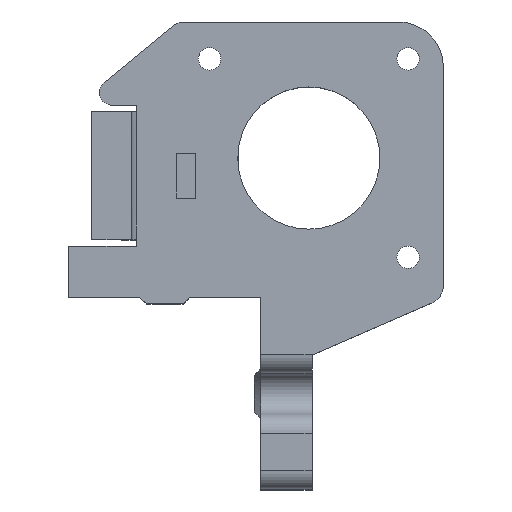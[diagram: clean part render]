
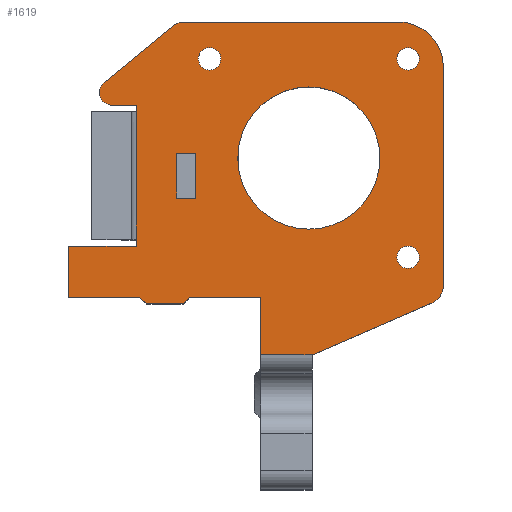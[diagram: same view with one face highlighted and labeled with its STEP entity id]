
A CAD part, top view. The second image highlights one B-rep face of the part: STEP entity #1619.
In plain terms, the highlighted face is planar.
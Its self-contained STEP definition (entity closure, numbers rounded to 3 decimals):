
#33=FACE_BOUND('',#586,.T.);
#34=FACE_BOUND('',#587,.T.);
#35=FACE_BOUND('',#588,.T.);
#36=FACE_BOUND('',#589,.T.);
#37=FACE_BOUND('',#590,.T.);
#101=LINE('',#2416,#251);
#104=LINE('',#2423,#254);
#109=LINE('',#2448,#259);
#122=LINE('',#2485,#272);
#136=LINE('',#2522,#286);
#159=LINE('',#2595,#309);
#162=LINE('',#2600,#312);
#165=LINE('',#2606,#315);
#173=LINE('',#2626,#323);
#175=LINE('',#2629,#325);
#178=LINE('',#2638,#328);
#180=LINE('',#2645,#330);
#183=LINE('',#2652,#333);
#189=LINE('',#2712,#339);
#193=LINE('',#2723,#343);
#196=LINE('',#2728,#346);
#204=LINE('',#2751,#354);
#207=LINE('',#2759,#357);
#209=LINE('',#2762,#359);
#251=VECTOR('',#1917,10.);
#254=VECTOR('',#1924,10.);
#259=VECTOR('',#1949,10.);
#272=VECTOR('',#1984,10.);
#286=VECTOR('',#2014,10.);
#309=VECTOR('',#2081,10.);
#312=VECTOR('',#2086,10.);
#315=VECTOR('',#2091,10.);
#323=VECTOR('',#2115,10.);
#325=VECTOR('',#2117,10.);
#328=VECTOR('',#2128,10.);
#330=VECTOR('',#2136,10.);
#333=VECTOR('',#2145,10.);
#339=VECTOR('',#2177,10.);
#343=VECTOR('',#2187,10.);
#346=VECTOR('',#2192,10.);
#354=VECTOR('',#2212,10.);
#357=VECTOR('',#2219,10.);
#359=VECTOR('',#2223,10.);
#415=PLANE('',#1791);
#494=FACE_OUTER_BOUND('',#585,.T.);
#585=EDGE_LOOP('',(#1472,#1473,#1474,#1475,#1476,#1477,#1478,#1479,#1480,
#1481,#1482,#1483,#1484,#1485,#1486,#1487,#1488,#1489,#1490));
#586=EDGE_LOOP('',(#1491));
#587=EDGE_LOOP('',(#1492));
#588=EDGE_LOOP('',(#1493));
#589=EDGE_LOOP('',(#1494,#1495,#1496,#1497));
#590=EDGE_LOOP('',(#1498));
#655=CIRCLE('',#1736,2.);
#658=CIRCLE('',#1750,3.);
#659=CIRCLE('',#1753,3.);
#660=CIRCLE('',#1756,7.);
#661=CIRCLE('',#1759,11.1);
#662=CIRCLE('',#1761,1.75);
#664=CIRCLE('',#1764,1.75);
#665=CIRCLE('',#1766,1.75);
#725=VERTEX_POINT('',#2413);
#726=VERTEX_POINT('',#2415);
#728=VERTEX_POINT('',#2421);
#738=VERTEX_POINT('',#2447);
#750=VERTEX_POINT('',#2482);
#751=VERTEX_POINT('',#2484);
#765=VERTEX_POINT('',#2518);
#766=VERTEX_POINT('',#2520);
#792=VERTEX_POINT('',#2588);
#793=VERTEX_POINT('',#2589);
#794=VERTEX_POINT('',#2594);
#795=VERTEX_POINT('',#2598);
#797=VERTEX_POINT('',#2604);
#802=VERTEX_POINT('',#2627);
#803=VERTEX_POINT('',#2632);
#804=VERTEX_POINT('',#2633);
#805=VERTEX_POINT('',#2640);
#806=VERTEX_POINT('',#2644);
#807=VERTEX_POINT('',#2648);
#808=VERTEX_POINT('',#2654);
#810=VERTEX_POINT('',#2693);
#812=VERTEX_POINT('',#2699);
#813=VERTEX_POINT('',#2703);
#815=VERTEX_POINT('',#2716);
#818=VERTEX_POINT('',#2721);
#827=VERTEX_POINT('',#2747);
#830=VERTEX_POINT('',#2755);
#893=EDGE_CURVE('',#725,#726,#101,.T.);
#897=EDGE_CURVE('',#728,#725,#104,.T.);
#910=EDGE_CURVE('',#738,#728,#109,.T.);
#929=EDGE_CURVE('',#751,#750,#122,.T.);
#948=EDGE_CURVE('',#765,#766,#136,.T.);
#983=EDGE_CURVE('',#792,#793,#655,.T.);
#986=EDGE_CURVE('',#794,#793,#159,.T.);
#989=EDGE_CURVE('',#792,#795,#162,.T.);
#992=EDGE_CURVE('',#750,#797,#165,.T.);
#1002=EDGE_CURVE('',#726,#797,#173,.T.);
#1004=EDGE_CURVE('',#802,#738,#175,.T.);
#1005=EDGE_CURVE('',#803,#804,#658,.T.);
#1008=EDGE_CURVE('',#766,#804,#178,.T.);
#1009=EDGE_CURVE('',#794,#805,#659,.T.);
#1011=EDGE_CURVE('',#806,#805,#180,.T.);
#1013=EDGE_CURVE('',#806,#807,#660,.T.);
#1015=EDGE_CURVE('',#803,#807,#183,.T.);
#1017=EDGE_CURVE('',#808,#808,#661,.T.);
#1019=EDGE_CURVE('',#810,#810,#662,.T.);
#1022=EDGE_CURVE('',#812,#812,#664,.T.);
#1024=EDGE_CURVE('',#813,#813,#665,.T.);
#1028=EDGE_CURVE('',#765,#802,#189,.T.);
#1033=EDGE_CURVE('',#815,#818,#193,.T.);
#1036=EDGE_CURVE('',#795,#751,#196,.T.);
#1048=EDGE_CURVE('',#827,#815,#204,.T.);
#1052=EDGE_CURVE('',#830,#827,#207,.T.);
#1054=EDGE_CURVE('',#818,#830,#209,.T.);
#1472=ORIENTED_EDGE('',*,*,#893,.F.);
#1473=ORIENTED_EDGE('',*,*,#897,.F.);
#1474=ORIENTED_EDGE('',*,*,#910,.F.);
#1475=ORIENTED_EDGE('',*,*,#1004,.F.);
#1476=ORIENTED_EDGE('',*,*,#1028,.F.);
#1477=ORIENTED_EDGE('',*,*,#948,.T.);
#1478=ORIENTED_EDGE('',*,*,#1008,.T.);
#1479=ORIENTED_EDGE('',*,*,#1005,.F.);
#1480=ORIENTED_EDGE('',*,*,#1015,.T.);
#1481=ORIENTED_EDGE('',*,*,#1013,.F.);
#1482=ORIENTED_EDGE('',*,*,#1011,.T.);
#1483=ORIENTED_EDGE('',*,*,#1009,.F.);
#1484=ORIENTED_EDGE('',*,*,#986,.T.);
#1485=ORIENTED_EDGE('',*,*,#983,.F.);
#1486=ORIENTED_EDGE('',*,*,#989,.T.);
#1487=ORIENTED_EDGE('',*,*,#1036,.T.);
#1488=ORIENTED_EDGE('',*,*,#929,.T.);
#1489=ORIENTED_EDGE('',*,*,#992,.T.);
#1490=ORIENTED_EDGE('',*,*,#1002,.F.);
#1491=ORIENTED_EDGE('',*,*,#1019,.T.);
#1492=ORIENTED_EDGE('',*,*,#1022,.T.);
#1493=ORIENTED_EDGE('',*,*,#1024,.T.);
#1494=ORIENTED_EDGE('',*,*,#1048,.T.);
#1495=ORIENTED_EDGE('',*,*,#1033,.T.);
#1496=ORIENTED_EDGE('',*,*,#1054,.T.);
#1497=ORIENTED_EDGE('',*,*,#1052,.T.);
#1498=ORIENTED_EDGE('',*,*,#1017,.F.);
#1619=ADVANCED_FACE('',(#494,#33,#34,#35,#36,#37),#415,.F.);
#1736=AXIS2_PLACEMENT_3D('',#2590,#2075,#2076);
#1750=AXIS2_PLACEMENT_3D('',#2634,#2122,#2123);
#1753=AXIS2_PLACEMENT_3D('',#2641,#2131,#2132);
#1756=AXIS2_PLACEMENT_3D('',#2649,#2140,#2141);
#1759=AXIS2_PLACEMENT_3D('',#2656,#2149,#2150);
#1761=AXIS2_PLACEMENT_3D('',#2694,#2153,#2154);
#1764=AXIS2_PLACEMENT_3D('',#2700,#2160,#2161);
#1766=AXIS2_PLACEMENT_3D('',#2704,#2165,#2166);
#1791=AXIS2_PLACEMENT_3D('',#2778,#2243,#2244);
#1917=DIRECTION('',(0.707,0.707,0.));
#1924=DIRECTION('',(1.,0.,0.));
#1949=DIRECTION('',(0.707,-0.707,0.));
#1984=DIRECTION('',(1.,0.,0.));
#2014=DIRECTION('',(-1.,0.,0.));
#2075=DIRECTION('center_axis',(0.,0.,1.));
#2076=DIRECTION('ref_axis',(0.,-1.,0.));
#2081=DIRECTION('',(0.772,-0.636,0.));
#2086=DIRECTION('',(-1.,0.,0.));
#2091=DIRECTION('',(0.,-1.,0.));
#2115=DIRECTION('',(1.,0.,0.));
#2117=DIRECTION('',(1.,0.,0.));
#2122=DIRECTION('center_axis',(0.,0.,1.));
#2123=DIRECTION('ref_axis',(-1.,0.,0.));
#2128=DIRECTION('',(-0.917,0.398,0.));
#2131=DIRECTION('center_axis',(0.,0.,1.));
#2132=DIRECTION('ref_axis',(0.636,0.772,0.));
#2136=DIRECTION('',(1.,0.,0.));
#2140=DIRECTION('center_axis',(0.,0.,1.));
#2141=DIRECTION('ref_axis',(0.,1.,0.));
#2145=DIRECTION('',(0.,1.,0.));
#2149=DIRECTION('center_axis',(0.,0.,-1.));
#2150=DIRECTION('ref_axis',(1.,0.,0.));
#2153=DIRECTION('center_axis',(0.,0.,1.));
#2154=DIRECTION('ref_axis',(1.,0.,0.));
#2160=DIRECTION('center_axis',(0.,0.,1.));
#2161=DIRECTION('ref_axis',(1.,0.,0.));
#2165=DIRECTION('center_axis',(0.,0.,1.));
#2166=DIRECTION('ref_axis',(1.,0.,0.));
#2177=DIRECTION('',(0.,1.,0.));
#2187=DIRECTION('',(-1.,0.,0.));
#2192=DIRECTION('',(0.,-1.,0.));
#2212=DIRECTION('',(0.,1.,0.));
#2219=DIRECTION('',(1.,0.,0.));
#2223=DIRECTION('',(0.,-1.,0.));
#2243=DIRECTION('center_axis',(0.,0.,1.));
#2244=DIRECTION('ref_axis',(1.,0.,0.));
#2413=CARTESIAN_POINT('',(74.9,-9.,0.));
#2415=CARTESIAN_POINT('',(75.9,-8.,0.));
#2416=CARTESIAN_POINT('',(79.75,-4.15,0.));
#2421=CARTESIAN_POINT('',(69.1,-9.,0.));
#2423=CARTESIAN_POINT('',(57.,-9.,0.));
#2447=CARTESIAN_POINT('',(68.1,-8.,0.));
#2448=CARTESIAN_POINT('',(65.15,-5.05,0.));
#2482=CARTESIAN_POINT('',(87.,0.,0.));
#2484=CARTESIAN_POINT('',(76.45,0.,0.));
#2485=CARTESIAN_POINT('',(77.5,0.,0.));
#2518=CARTESIAN_POINT('',(57.,-17.,0.));
#2520=CARTESIAN_POINT('',(49.,-17.,0.));
#2522=CARTESIAN_POINT('',(61.4,-17.,0.));
#2588=CARTESIAN_POINT('',(80.211,22.,0.));
#2589=CARTESIAN_POINT('',(81.482,25.544,0.));
#2590=CARTESIAN_POINT('Origin',(80.211,24.,0.));
#2594=CARTESIAN_POINT('',(70.831,34.316,0.));
#2595=CARTESIAN_POINT('',(70.831,34.316,0.));
#2598=CARTESIAN_POINT('',(76.45,22.,0.));
#2600=CARTESIAN_POINT('',(72.225,22.,0.));
#2604=CARTESIAN_POINT('',(87.,-8.,0.));
#2606=CARTESIAN_POINT('',(87.,0.,0.));
#2626=CARTESIAN_POINT('',(57.,-8.,0.));
#2627=CARTESIAN_POINT('',(57.,-8.,0.));
#2629=CARTESIAN_POINT('',(57.,-8.,0.));
#2632=CARTESIAN_POINT('',(28.5,-6.137,0.));
#2633=CARTESIAN_POINT('',(30.306,-8.889,0.));
#2634=CARTESIAN_POINT('Origin',(31.5,-6.137,0.));
#2638=CARTESIAN_POINT('',(49.,-17.,0.));
#2640=CARTESIAN_POINT('',(68.924,35.,0.));
#2641=CARTESIAN_POINT('Origin',(68.924,32.,0.));
#2644=CARTESIAN_POINT('',(35.5,35.,0.));
#2645=CARTESIAN_POINT('',(49.,35.,0.));
#2648=CARTESIAN_POINT('',(28.5,28.,0.));
#2649=CARTESIAN_POINT('Origin',(35.5,28.,0.));
#2652=CARTESIAN_POINT('',(28.5,-6.137,0.));
#2654=CARTESIAN_POINT('',(38.4,13.75,0.));
#2656=CARTESIAN_POINT('Origin',(49.5,13.75,0.));
#2693=CARTESIAN_POINT('',(63.25,29.25,0.));
#2694=CARTESIAN_POINT('Origin',(65.,29.25,0.));
#2699=CARTESIAN_POINT('',(32.25,-1.75,0.));
#2700=CARTESIAN_POINT('Origin',(34.,-1.75,0.));
#2703=CARTESIAN_POINT('',(32.25,29.25,0.));
#2704=CARTESIAN_POINT('Origin',(34.,29.25,0.));
#2712=CARTESIAN_POINT('',(57.,-38.,0.));
#2716=CARTESIAN_POINT('',(70.15,14.5,0.));
#2721=CARTESIAN_POINT('',(67.15,14.5,0.));
#2723=CARTESIAN_POINT('',(71.975,14.5,0.));
#2728=CARTESIAN_POINT('',(76.45,5.25,0.));
#2747=CARTESIAN_POINT('',(70.15,7.5,0.));
#2751=CARTESIAN_POINT('',(70.15,9.,0.));
#2755=CARTESIAN_POINT('',(67.15,7.5,0.));
#2759=CARTESIAN_POINT('',(70.475,7.5,0.));
#2762=CARTESIAN_POINT('',(67.15,12.5,0.));
#2778=CARTESIAN_POINT('Origin',(73.8,10.5,0.));
